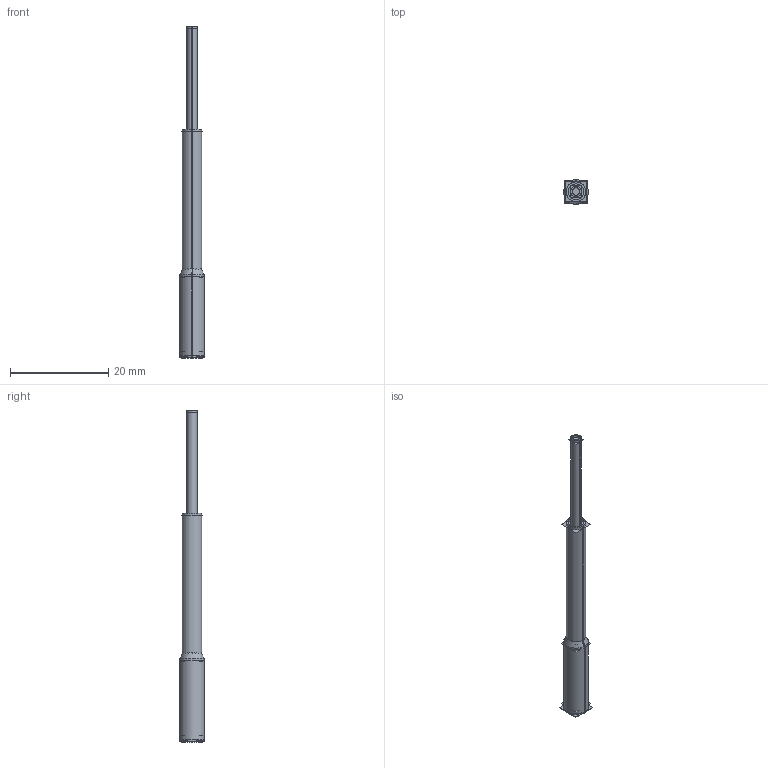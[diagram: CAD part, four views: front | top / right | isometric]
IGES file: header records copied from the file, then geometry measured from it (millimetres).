
Start section:  PTC IGES file: 166400.igs
Global section: file name: 166400.igs; native system: Creo Parametric by Parametric Technology Corporation; preprocessor: 2016010; author: pdmadmin; organization: Unknown; date: 20160421.113501; units: millimetre
Bounding box: 5.02 x 5.03 x 67.61 mm (x, y, z)
Volume: 461.8 mm3; surface area: 8773.3 mm2
Topology: 5 solids, 5 shells, 86 faces, 400 edges, 514 vertices
Faces by surface type: revolution 64, bspline 22
